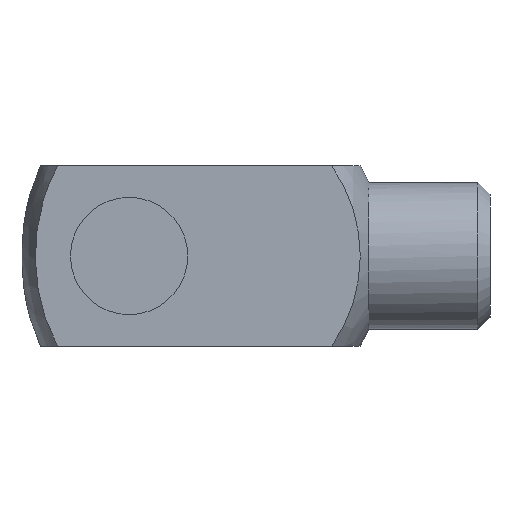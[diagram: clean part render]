
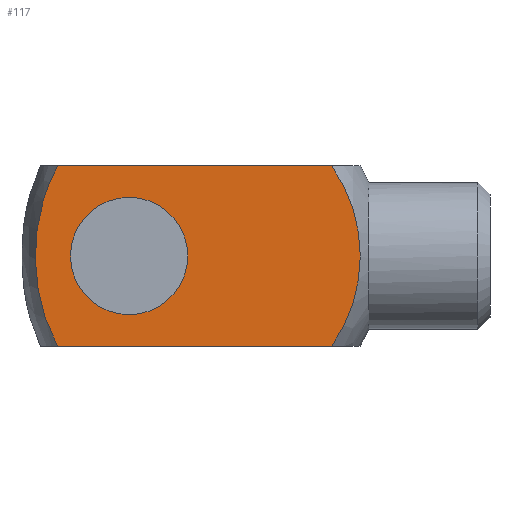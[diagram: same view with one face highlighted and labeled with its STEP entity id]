
A CAD part, front view. The second image highlights one B-rep face of the part: STEP entity #117.
In plain terms, the highlighted planar face has unit normal (0, -1, 0).
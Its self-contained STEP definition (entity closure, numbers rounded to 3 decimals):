
#117 = ADVANCED_FACE( '', ( #258, #259 ), #260, .T. );
#258 = FACE_BOUND( '', #447, .T. );
#259 = FACE_OUTER_BOUND( '', #448, .T. );
#260 = PLANE( '', #449 );
#447 = EDGE_LOOP( '', ( #749 ) );
#448 = EDGE_LOOP( '', ( #750, #751, #752, #753 ) );
#449 = AXIS2_PLACEMENT_3D( '', #754, #755, #756 );
#749 = ORIENTED_EDGE( '', *, *, #1097, .F. );
#750 = ORIENTED_EDGE( '', *, *, #1098, .F. );
#751 = ORIENTED_EDGE( '', *, *, #1004, .T. );
#752 = ORIENTED_EDGE( '', *, *, #1009, .F. );
#753 = ORIENTED_EDGE( '', *, *, #1099, .T. );
#754 = CARTESIAN_POINT( '', ( 64., -16., 48. ) );
#755 = DIRECTION( '', ( 0., -1., 0. ) );
#756 = DIRECTION( '', ( 0., 0., -1. ) );
#1004 = EDGE_CURVE( '', #1191, #1189, #1192, .T. );
#1009 = EDGE_CURVE( '', #1199, #1189, #1200, .T. );
#1097 = EDGE_CURVE( '', #1340, #1340, #1341, .T. );
#1098 = EDGE_CURVE( '', #1191, #1342, #1343, .F. );
#1099 = EDGE_CURVE( '', #1199, #1342, #1344, .T. );
#1189 = VERTEX_POINT( '', #1461 );
#1191 = VERTEX_POINT( '', #1470 );
#1192 = LINE( '', #1471, #1472 );
#1199 = VERTEX_POINT( '', #1487 );
#1200 = B_SPLINE_CURVE_WITH_KNOTS( '', 3, ( #1488, #1489, #1490, #1491, #1492, #1493, #1494, #1495, #1496, #1497, #1498, #1499, #1500, #1501, #1502, #1503, #1504, #1505, #1506, #1507, #1508, #1509, #1510, #1511 ), .UNSPECIFIED., .F., .F., ( 4, 2, 2, 2, 2, 2, 2, 2, 2, 2, 2, 4 ), ( 0.173, 0.175, 0.177, 0.181, 0.185, 0.187, 0.189, 0.193, 0.197, 0.199, 0.201, 0.206 ), .UNSPECIFIED. );
#1340 = VERTEX_POINT( '', #1754 );
#1341 = CIRCLE( '', #1755, 10.4 );
#1342 = VERTEX_POINT( '', #1756 );
#1343 = CIRCLE( '', #1757, 27.713 );
#1344 = LINE( '', #1758, #1759 );
#1461 = CARTESIAN_POINT( '', ( -12.674, -16., 16. ) );
#1470 = CARTESIAN_POINT( '', ( 35.907, -16., 16. ) );
#1471 = CARTESIAN_POINT( '', ( 64., -16., 16. ) );
#1472 = VECTOR( '', #1963, 1000. );
#1487 = CARTESIAN_POINT( '', ( -12.674, -16., -16. ) );
#1488 = CARTESIAN_POINT( '', ( -12.674, -16., -16. ) );
#1489 = CARTESIAN_POINT( '', ( -13.009, -16., -15.388 ) );
#1490 = CARTESIAN_POINT( '', ( -13.325, -16., -14.761 ) );
#1491 = CARTESIAN_POINT( '', ( -13.91, -16., -13.498 ) );
#1492 = CARTESIAN_POINT( '', ( -14.18, -16., -12.859 ) );
#1493 = CARTESIAN_POINT( '', ( -14.925, -16., -10.92 ) );
#1494 = CARTESIAN_POINT( '', ( -15.335, -16., -9.598 ) );
#1495 = CARTESIAN_POINT( '', ( -15.991, -16., -6.9 ) );
#1496 = CARTESIAN_POINT( '', ( -16.236, -16., -5.518 ) );
#1497 = CARTESIAN_POINT( '', ( -16.478, -16., -3.439 ) );
#1498 = CARTESIAN_POINT( '', ( -16.538, -16., -2.744 ) );
#1499 = CARTESIAN_POINT( '', ( -16.618, -16., -1.351 ) );
#1500 = CARTESIAN_POINT( '', ( -16.637, -16., -0.652 ) );
#1501 = CARTESIAN_POINT( '', ( -16.635, -16., 1.443 ) );
#1502 = CARTESIAN_POINT( '', ( -16.552, -16., 2.827 ) );
#1503 = CARTESIAN_POINT( '', ( -16.228, -16., 5.566 ) );
#1504 = CARTESIAN_POINT( '', ( -15.986, -16., 6.922 ) );
#1505 = CARTESIAN_POINT( '', ( -15.496, -16., 8.935 ) );
#1506 = CARTESIAN_POINT( '', ( -15.311, -16., 9.602 ) );
#1507 = CARTESIAN_POINT( '', ( -14.898, -16., 10.929 ) );
#1508 = CARTESIAN_POINT( '', ( -14.668, -16., 11.591 ) );
#1509 = CARTESIAN_POINT( '', ( -13.916, -16., 13.542 ) );
#1510 = CARTESIAN_POINT( '', ( -13.335, -16., 14.794 ) );
#1511 = CARTESIAN_POINT( '', ( -12.674, -16., 16. ) );
#1754 = CARTESIAN_POINT( '', ( 0., -16., -10.4 ) );
#1755 = AXIS2_PLACEMENT_3D( '', #2069, #2070, #2071 );
#1756 = CARTESIAN_POINT( '', ( 35.907, -16., -16. ) );
#1757 = AXIS2_PLACEMENT_3D( '', #2072, #2073, #2074 );
#1758 = CARTESIAN_POINT( '', ( 64., -16., -16. ) );
#1759 = VECTOR( '', #2075, 1000. );
#1963 = DIRECTION( '', ( -1., 0., 0. ) );
#2069 = CARTESIAN_POINT( '', ( 0., -16., 0. ) );
#2070 = DIRECTION( '', ( 0., -1., 0. ) );
#2071 = DIRECTION( '', ( 0., 0., -1. ) );
#2072 = CARTESIAN_POINT( '', ( 13.28, -16., 0. ) );
#2073 = DIRECTION( '', ( 0., -1., 0. ) );
#2074 = DIRECTION( '', ( 0., 0., -1. ) );
#2075 = DIRECTION( '', ( 1., 0., 0. ) );
